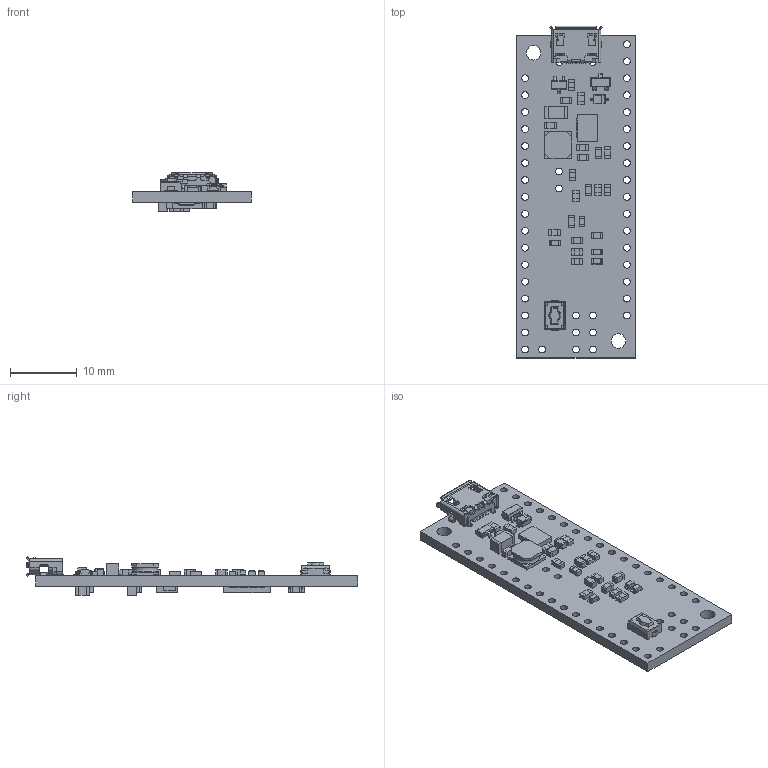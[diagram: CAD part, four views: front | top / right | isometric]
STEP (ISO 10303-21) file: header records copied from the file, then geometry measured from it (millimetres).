
FILE_DESCRIPTION (( 'STEP AP214' ), '1' );
FILE_NAME ('a-star-32u4-mini-sv.step', '2017-07-25T21:36:35', ( '' ), ( '' ), 'SwSTEP 2.0', 'SolidWorks 2016', '' );
FILE_SCHEMA (( 'AUTOMOTIVE_DESIGN' ));
Length unit declared in the file: millimetre
Products named in the file (1): a-star-32u4-mini-sv
Bounding box: 17.78 x 49.73 x 5.75 mm (x, y, z)
Volume: 1507.7 mm3; surface area: 2776.5 mm2
Topology: 1 solids, 1 shells, 1978 faces, 5600 edges, 3631 vertices
Faces by surface type: plane 1384, cylinder 399, bspline 163, torus 15, cone 9, sphere 8
Full cylindrical faces by diameter (mm): 0.4 x2, 0.7 x2, 1.016 x43, 2.184 x2
Entity records: 90796 total; most frequent: CARTESIAN_POINT 18965, ORIENTED_EDGE 11080, DIRECTION 9373, EDGE_CURVE 5540, LINE 4221, VECTOR 4221, VERTEX_POINT 3627, AXIS2_PLACEMENT_3D 2576
